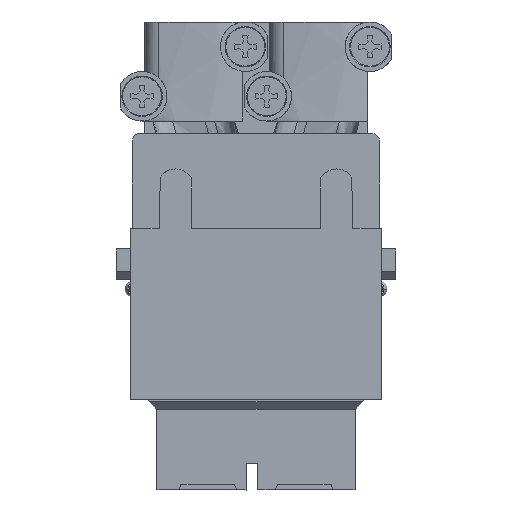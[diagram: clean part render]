
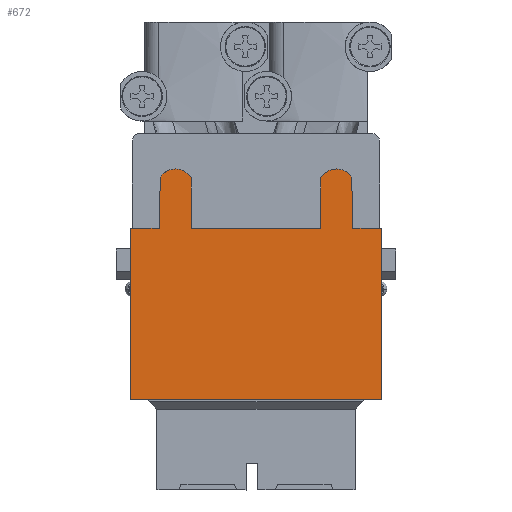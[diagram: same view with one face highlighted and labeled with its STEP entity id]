
A CAD part, left-side view. The second image highlights one B-rep face of the part: STEP entity #672.
In plain terms, the highlighted planar face has unit normal (-1, 0, 0).
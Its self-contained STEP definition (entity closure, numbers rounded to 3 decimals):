
#554=AXIS2_PLACEMENT_3D('Plane Axis2P3D',#551,#552,#553) ;
#82=CARTESIAN_POINT('Vertex',(0.,1.775,31.7)) ;
#85=CARTESIAN_POINT('Line Origine',(0.,1.775,21.35)) ;
#89=CARTESIAN_POINT('Vertex',(0.,1.775,11.)) ;
#395=CARTESIAN_POINT('Vertex',(0.,24.775,31.7)) ;
#400=CARTESIAN_POINT('Line Origine',(0.,16.925,31.7)) ;
#404=CARTESIAN_POINT('Vertex',(0.,9.075,31.7)) ;
#465=CARTESIAN_POINT('Vertex',(0.,5.175,31.7)) ;
#470=CARTESIAN_POINT('Line Origine',(0.,3.475,31.7)) ;
#486=CARTESIAN_POINT('Vertex',(0.,32.075,31.7)) ;
#489=CARTESIAN_POINT('Line Origine',(0.,30.375,31.7)) ;
#493=CARTESIAN_POINT('Vertex',(0.,28.675,31.7)) ;
#551=CARTESIAN_POINT('Axis2P3D Location',(0.,31.925,12.7)) ;
#556=CARTESIAN_POINT('Line Origine',(0.,24.775,34.755)) ;
#560=CARTESIAN_POINT('Vertex',(0.,24.775,37.809)) ;
#564=CARTESIAN_POINT('Control Point',(0.,24.775,37.809)) ;
#565=CARTESIAN_POINT('Control Point',(0.,24.885,37.997)) ;
#566=CARTESIAN_POINT('Control Point',(0.,25.018,38.172)) ;
#567=CARTESIAN_POINT('Control Point',(0.,25.172,38.329)) ;
#568=CARTESIAN_POINT('Control Point',(0.,25.517,38.602)) ;
#569=CARTESIAN_POINT('Control Point',(0.,25.917,38.783)) ;
#570=CARTESIAN_POINT('Control Point',(0.,26.128,38.848)) ;
#571=CARTESIAN_POINT('Control Point',(0.,26.366,38.89)) ;
#572=CARTESIAN_POINT('Control Point',(0.,26.607,38.899)) ;
#573=CARTESIAN_POINT('Control Point',(0.,26.63,38.9)) ;
#574=CARTESIAN_POINT('Control Point',(0.,26.652,38.9)) ;
#575=CARTESIAN_POINT('Control Point',(0.,26.675,38.9)) ;
#576=CARTESIAN_POINT('Vertex',(0.,26.675,38.9)) ;
#580=CARTESIAN_POINT('Control Point',(0.,26.675,38.9)) ;
#581=CARTESIAN_POINT('Control Point',(0.,26.87,38.9)) ;
#582=CARTESIAN_POINT('Control Point',(0.,27.066,38.878)) ;
#583=CARTESIAN_POINT('Control Point',(0.,27.258,38.835)) ;
#584=CARTESIAN_POINT('Control Point',(0.,27.651,38.699)) ;
#585=CARTESIAN_POINT('Control Point',(0.,28.002,38.475)) ;
#586=CARTESIAN_POINT('Control Point',(0.,28.172,38.335)) ;
#587=CARTESIAN_POINT('Control Point',(0.,28.337,38.159)) ;
#588=CARTESIAN_POINT('Control Point',(0.,28.476,37.964)) ;
#589=CARTESIAN_POINT('Control Point',(0.,28.488,37.946)) ;
#590=CARTESIAN_POINT('Control Point',(0.,28.5,37.928)) ;
#591=CARTESIAN_POINT('Control Point',(0.,28.512,37.91)) ;
#592=CARTESIAN_POINT('Vertex',(0.,28.512,37.91)) ;
#595=CARTESIAN_POINT('Line Origine',(0.,28.594,34.805)) ;
#600=CARTESIAN_POINT('Line Origine',(0.,32.075,21.35)) ;
#604=CARTESIAN_POINT('Vertex',(0.,32.075,11.)) ;
#607=CARTESIAN_POINT('Line Origine',(0.,16.925,11.)) ;
#612=CARTESIAN_POINT('Line Origine',(0.,5.256,34.805)) ;
#616=CARTESIAN_POINT('Vertex',(0.,5.338,37.91)) ;
#620=CARTESIAN_POINT('Control Point',(0.,5.338,37.91)) ;
#621=CARTESIAN_POINT('Control Point',(0.,5.458,38.092)) ;
#622=CARTESIAN_POINT('Control Point',(0.,5.6,38.259)) ;
#623=CARTESIAN_POINT('Control Point',(0.,5.762,38.408)) ;
#624=CARTESIAN_POINT('Control Point',(0.,6.12,38.661)) ;
#625=CARTESIAN_POINT('Control Point',(0.,6.529,38.82)) ;
#626=CARTESIAN_POINT('Control Point',(0.,6.741,38.873)) ;
#627=CARTESIAN_POINT('Control Point',(0.,6.958,38.9)) ;
#628=CARTESIAN_POINT('Control Point',(0.,7.175,38.9)) ;
#629=CARTESIAN_POINT('Vertex',(0.,7.175,38.9)) ;
#633=CARTESIAN_POINT('Control Point',(0.,7.175,38.9)) ;
#634=CARTESIAN_POINT('Control Point',(0.,7.176,38.9)) ;
#635=CARTESIAN_POINT('Control Point',(0.,7.177,38.9)) ;
#636=CARTESIAN_POINT('Control Point',(0.,7.178,38.9)) ;
#637=CARTESIAN_POINT('Control Point',(0.,7.397,38.9)) ;
#638=CARTESIAN_POINT('Control Point',(0.,7.616,38.872)) ;
#639=CARTESIAN_POINT('Control Point',(0.,7.83,38.817)) ;
#640=CARTESIAN_POINT('Control Point',(0.,8.238,38.657)) ;
#641=CARTESIAN_POINT('Control Point',(0.,8.596,38.401)) ;
#642=CARTESIAN_POINT('Control Point',(0.,8.758,38.252)) ;
#643=CARTESIAN_POINT('Control Point',(0.,8.913,38.067)) ;
#644=CARTESIAN_POINT('Control Point',(0.,9.042,37.865)) ;
#645=CARTESIAN_POINT('Control Point',(0.,9.053,37.846)) ;
#646=CARTESIAN_POINT('Control Point',(0.,9.064,37.828)) ;
#647=CARTESIAN_POINT('Control Point',(0.,9.075,37.809)) ;
#648=CARTESIAN_POINT('Vertex',(0.,9.075,37.809)) ;
#651=CARTESIAN_POINT('Line Origine',(0.,9.075,34.755)) ;
#86=DIRECTION('Vector Direction',(0.,0.,-1.)) ;
#401=DIRECTION('Vector Direction',(0.,-1.,0.)) ;
#471=DIRECTION('Vector Direction',(0.,1.,0.)) ;
#490=DIRECTION('Vector Direction',(0.,1.,0.)) ;
#552=DIRECTION('Axis2P3D Direction',(1.,0.,0.)) ;
#553=DIRECTION('Axis2P3D XDirection',(0.,1.,0.)) ;
#557=DIRECTION('Vector Direction',(0.,0.,1.)) ;
#596=DIRECTION('Vector Direction',(0.,-0.026,1.)) ;
#601=DIRECTION('Vector Direction',(0.,0.,-1.)) ;
#608=DIRECTION('Vector Direction',(0.,1.,0.)) ;
#613=DIRECTION('Vector Direction',(0.,-0.026,-1.)) ;
#652=DIRECTION('Vector Direction',(0.,0.,-1.)) ;
#87=VECTOR('Line Direction',#86,1.) ;
#402=VECTOR('Line Direction',#401,1.) ;
#472=VECTOR('Line Direction',#471,1.) ;
#491=VECTOR('Line Direction',#490,1.) ;
#558=VECTOR('Line Direction',#557,1.) ;
#597=VECTOR('Line Direction',#596,1.) ;
#602=VECTOR('Line Direction',#601,1.) ;
#609=VECTOR('Line Direction',#608,1.) ;
#614=VECTOR('Line Direction',#613,1.) ;
#653=VECTOR('Line Direction',#652,1.) ;
#657=ORIENTED_EDGE('',*,*,#406,.F.) ;
#658=ORIENTED_EDGE('',*,*,#562,.T.) ;
#659=ORIENTED_EDGE('',*,*,#578,.T.) ;
#660=ORIENTED_EDGE('',*,*,#594,.T.) ;
#661=ORIENTED_EDGE('',*,*,#599,.F.) ;
#662=ORIENTED_EDGE('',*,*,#495,.T.) ;
#663=ORIENTED_EDGE('',*,*,#606,.T.) ;
#664=ORIENTED_EDGE('',*,*,#611,.F.) ;
#665=ORIENTED_EDGE('',*,*,#91,.F.) ;
#666=ORIENTED_EDGE('',*,*,#474,.T.) ;
#667=ORIENTED_EDGE('',*,*,#618,.F.) ;
#668=ORIENTED_EDGE('',*,*,#631,.T.) ;
#669=ORIENTED_EDGE('',*,*,#650,.T.) ;
#670=ORIENTED_EDGE('',*,*,#655,.T.) ;
#672=ADVANCED_FACE('Hauptk\X2\00F6\X0\rper',(#671),#555,.F.) ;
#563=B_SPLINE_CURVE_WITH_KNOTS('',5,(#564,#565,#566,#567,#568,#569,#570,#571,#572,#573,#574,#575),.UNSPECIFIED.,.F.,.U.,(6,3,3,6),(0.,1.541,3.083,3.243),.UNSPECIFIED.) ;
#579=B_SPLINE_CURVE_WITH_KNOTS('',5,(#580,#581,#582,#583,#584,#585,#586,#587,#588,#589,#590,#591),.UNSPECIFIED.,.F.,.U.,(6,3,3,6),(3.243,4.624,6.166,6.319),.UNSPECIFIED.) ;
#619=B_SPLINE_CURVE_WITH_KNOTS('',5,(#620,#621,#622,#623,#624,#625,#626,#627,#628),.UNSPECIFIED.,.F.,.U.,(6,3,6),(0.,1.541,3.075),.UNSPECIFIED.) ;
#632=B_SPLINE_CURVE_WITH_KNOTS('',5,(#633,#634,#635,#636,#637,#638,#639,#640,#641,#642,#643,#644,#645,#646,#647),.UNSPECIFIED.,.F.,.U.,(6,3,3,3,6),(3.075,3.083,4.624,6.166,6.319),.UNSPECIFIED.) ;
#91=EDGE_CURVE('',#83,#90,#88,.T.) ;
#406=EDGE_CURVE('',#396,#405,#403,.T.) ;
#474=EDGE_CURVE('',#83,#466,#473,.T.) ;
#495=EDGE_CURVE('',#494,#487,#492,.T.) ;
#562=EDGE_CURVE('',#396,#561,#559,.T.) ;
#578=EDGE_CURVE('',#561,#577,#563,.T.) ;
#594=EDGE_CURVE('',#577,#593,#579,.T.) ;
#599=EDGE_CURVE('',#494,#593,#598,.T.) ;
#606=EDGE_CURVE('',#487,#605,#603,.T.) ;
#611=EDGE_CURVE('',#90,#605,#610,.T.) ;
#618=EDGE_CURVE('',#617,#466,#615,.T.) ;
#631=EDGE_CURVE('',#617,#630,#619,.T.) ;
#650=EDGE_CURVE('',#630,#649,#632,.T.) ;
#655=EDGE_CURVE('',#649,#405,#654,.T.) ;
#656=EDGE_LOOP('',(#657,#658,#659,#660,#661,#662,#663,#664,#665,#666,#667,#668,#669,#670)) ;
#671=FACE_OUTER_BOUND('',#656,.T.) ;
#88=LINE('Line',#85,#87) ;
#403=LINE('Line',#400,#402) ;
#473=LINE('Line',#470,#472) ;
#492=LINE('Line',#489,#491) ;
#559=LINE('Line',#556,#558) ;
#598=LINE('Line',#595,#597) ;
#603=LINE('Line',#600,#602) ;
#610=LINE('Line',#607,#609) ;
#615=LINE('Line',#612,#614) ;
#654=LINE('Line',#651,#653) ;
#555=PLANE('',#554) ;
#83=VERTEX_POINT('',#82) ;
#90=VERTEX_POINT('',#89) ;
#396=VERTEX_POINT('',#395) ;
#405=VERTEX_POINT('',#404) ;
#466=VERTEX_POINT('',#465) ;
#487=VERTEX_POINT('',#486) ;
#494=VERTEX_POINT('',#493) ;
#561=VERTEX_POINT('',#560) ;
#577=VERTEX_POINT('',#576) ;
#593=VERTEX_POINT('',#592) ;
#605=VERTEX_POINT('',#604) ;
#617=VERTEX_POINT('',#616) ;
#630=VERTEX_POINT('',#629) ;
#649=VERTEX_POINT('',#648) ;
